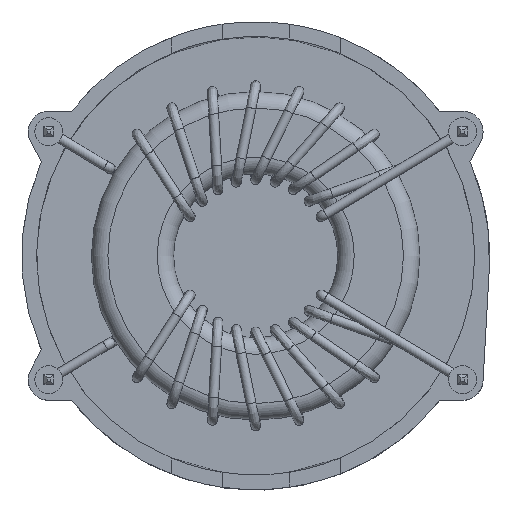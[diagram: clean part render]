
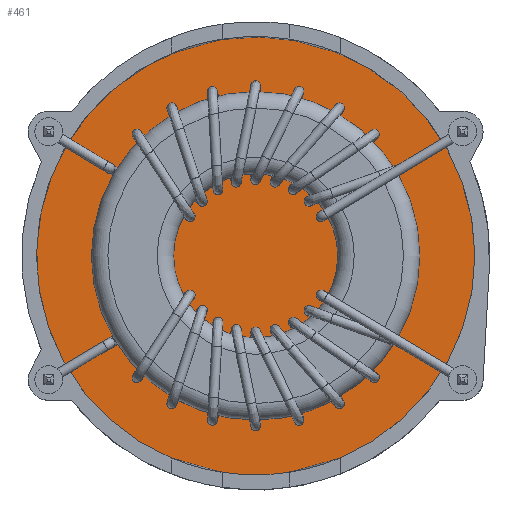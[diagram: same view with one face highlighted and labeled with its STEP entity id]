
A CAD part, top view. The second image highlights one B-rep face of the part: STEP entity #461.
In plain terms, the highlighted planar face has unit normal (0, 0, 1).
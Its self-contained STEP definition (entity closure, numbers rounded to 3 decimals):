
#461 = ADVANCED_FACE( '', ( #1200 ), #1201, .F. );
#1200 = FACE_OUTER_BOUND( '', #5478, .T. );
#1201 = PLANE( '', #5479 );
#5478 = EDGE_LOOP( '', ( #10385 ) );
#5479 = AXIS2_PLACEMENT_3D( '', #10386, #10387, #10388 );
#10385 = ORIENTED_EDGE( '', *, *, #12571, .F. );
#10386 = CARTESIAN_POINT( '', ( 0., 0., 1.4 ) );
#10387 = DIRECTION( '', ( 0., 0., -1. ) );
#10388 = DIRECTION( '', ( -1., 0., 0. ) );
#12571 = EDGE_CURVE( '', #13557, #13557, #13558, .T. );
#13557 = VERTEX_POINT( '', #15321 );
#13558 = CIRCLE( '', #15322, 13.35 );
#15321 = CARTESIAN_POINT( '', ( 13.35, 0., 1.4 ) );
#15322 = AXIS2_PLACEMENT_3D( '', #17057, #17058, #17059 );
#17057 = CARTESIAN_POINT( '', ( 0., 0., 1.4 ) );
#17058 = DIRECTION( '', ( 0., 0., -1. ) );
#17059 = DIRECTION( '', ( 1., 0., 0. ) );
